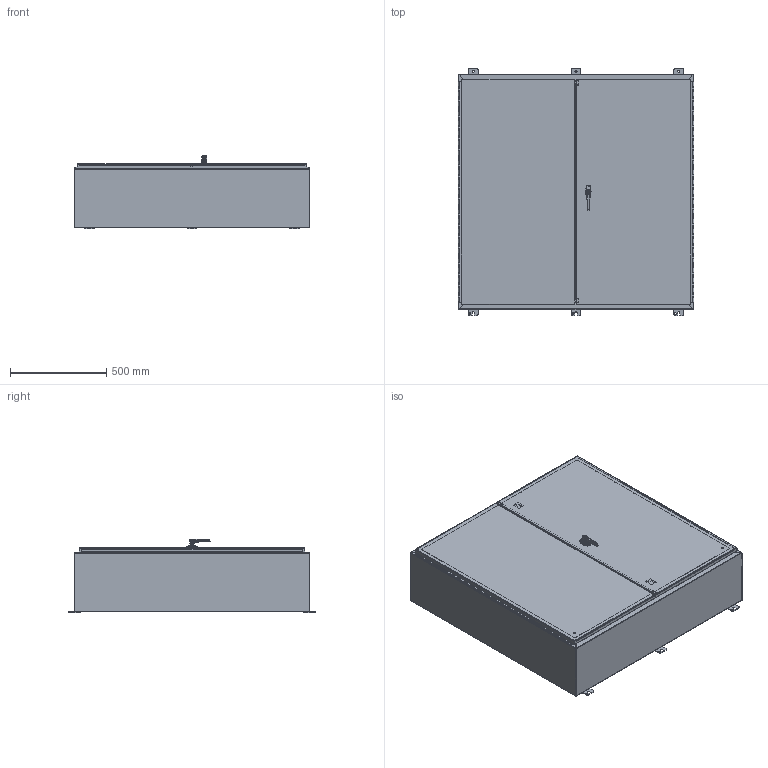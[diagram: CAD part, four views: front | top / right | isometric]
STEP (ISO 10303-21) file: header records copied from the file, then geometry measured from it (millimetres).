
FILE_DESCRIPTION(/* description */ ('48X48X12 WA_WF LRS'),/* implementation_level */ '2;1');
FILE_NAME(/* name */ 'WA484812WF.stp',/* time_stamp */ '2014-04-29T08:28:49-05:00',/* author */ ('dnichola'),/* organization */ (''),/* preprocessor_version */ 'ST-DEVELOPER v15.2',/* originating_system */ 'Autodesk Inventor 2014',/* authorisation */ '');
FILE_SCHEMA (('AUTOMOTIVE_DESIGN { 1 0 10303 214 3 1 1 }'));
Products named in the file (24): WA484812WFLRS; 34840; 38623; WA484812WFBTB; WA4848WFFIP; HFW3121; HFW31233; HFW3681; CHUTE_BOLT_GUIDE_ASSM; 3244; 3761; WA48WFSTRIPGSKT; HFW3524; WA482WFDPK; 38846; WA4848WFLDR; WA4848WFSDR; 38859; 328115T; 328115L; 328115P; 328115; 328115_1; WA484812WF
Bounding box: 1220.72 x 1282.7 x 378.79 mm (x, y, z)
Volume: 11182102.9 mm3; surface area: 10451202.6 mm2
Topology: 45 solids, 93 shells, 2677 faces, 7041 edges, 4563 vertices
Faces by surface type: plane 1517, cylinder 711, bspline 362, torus 32, cone 29, sphere 26
Full cylindrical faces by diameter (mm): 2.5 x2, 3.048 x2, 3.17 x1, 3.302 x1, 4 x3, 4.039 x2, 5.08 x4, 5.69 x4, 6.337 x6, 6.35 x2, 7.023 x16, 7.95 x6, 8.382 x16, 8.56 x2, 11.112 x1, 11.125 x6, 12.65 x1, 13 x1, 13.67 x1, 13.85 x1, 15.5 x1, 15.6 x1, 15.8 x1, 15.875 x8, 16 x2, 17 x1, 18.77 x1, 20.041 x1, 20.3 x1, 20.45 x1
Entity records: 82631 total; most frequent: CARTESIAN_POINT 37100, ORIENTED_EDGE 9816, DIRECTION 8245, EDGE_CURVE 4906, VERTEX_POINT 3196, LINE 2953, VECTOR 2953, AXIS2_PLACEMENT_3D 2646
